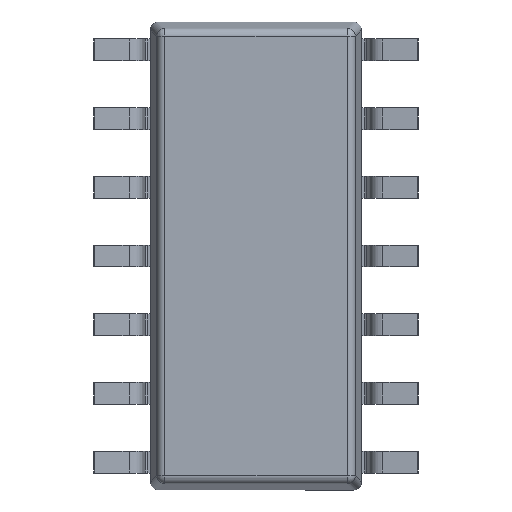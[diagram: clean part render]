
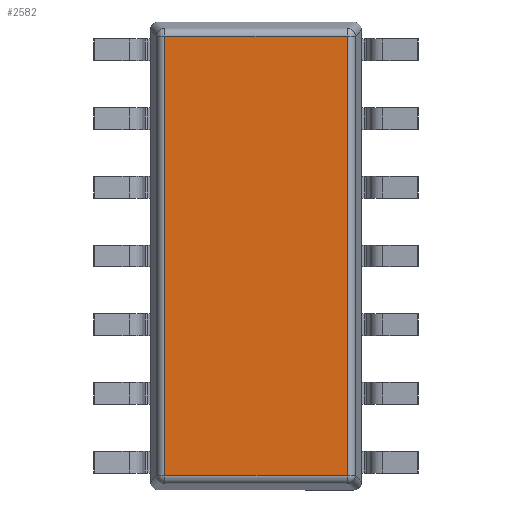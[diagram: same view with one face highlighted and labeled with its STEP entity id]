
A CAD part, front view. The second image highlights one B-rep face of the part: STEP entity #2582.
In plain terms, the highlighted planar face has unit normal (0, -1, 0).
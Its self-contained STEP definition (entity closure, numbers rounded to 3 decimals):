
#88 = ORIENTED_EDGE ( 'NONE', *, *, #5477, .T. ) ;
#117 = FACE_OUTER_BOUND ( 'NONE', #1864, .T. ) ;
#144 = CARTESIAN_POINT ( 'NONE',  ( -1.687, 0.2, -4.062 ) ) ;
#445 = ORIENTED_EDGE ( 'NONE', *, *, #2137, .T. ) ;
#472 = VECTOR ( 'NONE', #3396, 1000. ) ;
#533 = ORIENTED_EDGE ( 'NONE', *, *, #3256, .T. ) ;
#640 = AXIS2_PLACEMENT_3D ( 'NONE', #5361, #3002, #6880 ) ;
#791 = PLANE ( 'NONE',  #640 ) ;
#843 = VERTEX_POINT ( 'NONE', #5932 ) ;
#1065 = ORIENTED_EDGE ( 'NONE', *, *, #4126, .T. ) ;
#1467 = CARTESIAN_POINT ( 'NONE',  ( -1.687, 0.2, -4.184 ) ) ;
#1625 = VERTEX_POINT ( 'NONE', #144 ) ;
#1864 = EDGE_LOOP ( 'NONE', ( #88, #533, #445, #1065 ) ) ;
#2133 = DIRECTION ( 'NONE',  ( 0., 0., 1. ) ) ;
#2137 = EDGE_CURVE ( 'NONE', #1625, #2555, #6681, .T. ) ;
#2226 = VERTEX_POINT ( 'NONE', #4438 ) ;
#2400 = VECTOR ( 'NONE', #2133, 1000. ) ;
#2555 = VERTEX_POINT ( 'NONE', #6151 ) ;
#2582 = ADVANCED_FACE ( 'NONE', ( #117 ), #791, .T. ) ;
#2637 = VECTOR ( 'NONE', #7195, 1000. ) ;
#2867 = LINE ( 'NONE', #6855, #472 ) ;
#3002 = DIRECTION ( 'NONE',  ( 0., -1., 0. ) ) ;
#3171 = CARTESIAN_POINT ( 'NONE',  ( 1.809, 0.2, -4.062 ) ) ;
#3256 = EDGE_CURVE ( 'NONE', #843, #1625, #4860, .T. ) ;
#3396 = DIRECTION ( 'NONE',  ( -1., 0., 0. ) ) ;
#4126 = EDGE_CURVE ( 'NONE', #2555, #2226, #5426, .T. ) ;
#4224 = DIRECTION ( 'NONE',  ( 0., 0., -1. ) ) ;
#4438 = CARTESIAN_POINT ( 'NONE',  ( 1.687, 0.2, 4.062 ) ) ;
#4860 = LINE ( 'NONE', #1467, #6775 ) ;
#5361 = CARTESIAN_POINT ( 'NONE',  ( 0., 0.2, 0. ) ) ;
#5426 = LINE ( 'NONE', #7248, #2400 ) ;
#5477 = EDGE_CURVE ( 'NONE', #2226, #843, #2867, .T. ) ;
#5932 = CARTESIAN_POINT ( 'NONE',  ( -1.687, 0.2, 4.062 ) ) ;
#6151 = CARTESIAN_POINT ( 'NONE',  ( 1.687, 0.2, -4.062 ) ) ;
#6681 = LINE ( 'NONE', #3171, #2637 ) ;
#6775 = VECTOR ( 'NONE', #4224, 1000. ) ;
#6855 = CARTESIAN_POINT ( 'NONE',  ( -1.809, 0.2, 4.062 ) ) ;
#6880 = DIRECTION ( 'NONE',  ( 0., 0., -1. ) ) ;
#7195 = DIRECTION ( 'NONE',  ( 1., 0., 0. ) ) ;
#7248 = CARTESIAN_POINT ( 'NONE',  ( 1.687, 0.2, 4.184 ) ) ;
